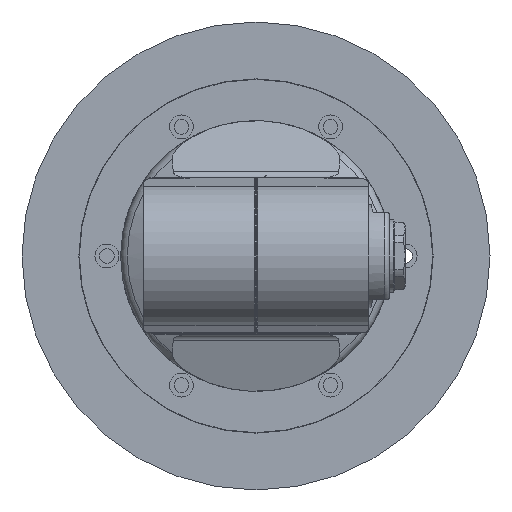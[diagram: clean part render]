
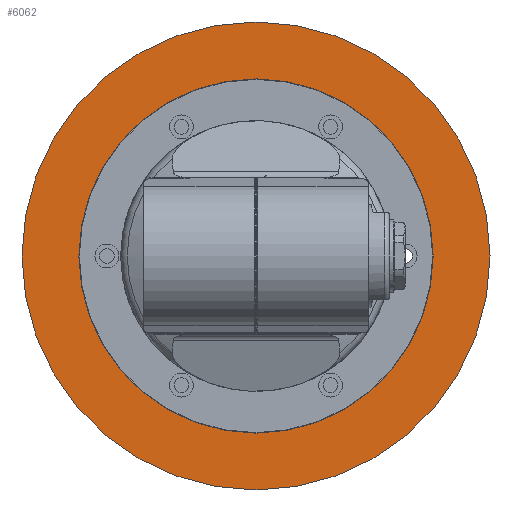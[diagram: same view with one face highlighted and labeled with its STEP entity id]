
A CAD part, left-side view. The second image highlights one B-rep face of the part: STEP entity #6062.
In plain terms, the highlighted face is planar.
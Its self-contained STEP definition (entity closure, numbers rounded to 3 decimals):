
#141=FACE_BOUND('',#2021,.T.);
#1217=PLANE('',#6815);
#1578=FACE_OUTER_BOUND('',#2020,.T.);
#2020=EDGE_LOOP('',(#5524));
#2021=EDGE_LOOP('',(#5525));
#2360=CIRCLE('',#6816,102.);
#2361=CIRCLE('',#6817,69.5);
#2974=VERTEX_POINT('',#11592);
#2975=VERTEX_POINT('',#11594);
#3830=EDGE_CURVE('',#2974,#2974,#2360,.T.);
#3831=EDGE_CURVE('',#2975,#2975,#2361,.T.);
#5524=ORIENTED_EDGE('',*,*,#3830,.T.);
#5525=ORIENTED_EDGE('',*,*,#3831,.T.);
#6062=ADVANCED_FACE('',(#1578,#141),#1217,.F.);
#6815=AXIS2_PLACEMENT_3D('',#11591,#8544,#8545);
#6816=AXIS2_PLACEMENT_3D('',#11593,#8546,#8547);
#6817=AXIS2_PLACEMENT_3D('',#11595,#8548,#8549);
#8544=DIRECTION('center_axis',(-1.,0.,0.));
#8545=DIRECTION('ref_axis',(0.,0.,1.));
#8546=DIRECTION('center_axis',(1.,0.,0.));
#8547=DIRECTION('ref_axis',(0.,1.,0.));
#8548=DIRECTION('center_axis',(-1.,0.,0.));
#8549=DIRECTION('ref_axis',(0.,0.,-1.));
#11591=CARTESIAN_POINT('Origin',(-11.5,43.625,0.));
#11592=CARTESIAN_POINT('',(-11.5,-102.,0.));
#11593=CARTESIAN_POINT('Origin',(-11.5,0.,0.));
#11594=CARTESIAN_POINT('',(-11.5,0.,-69.5));
#11595=CARTESIAN_POINT('Origin',(-11.5,0.,0.));
